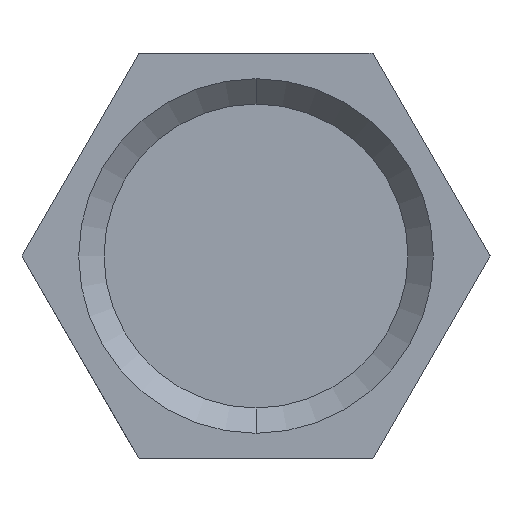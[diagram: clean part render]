
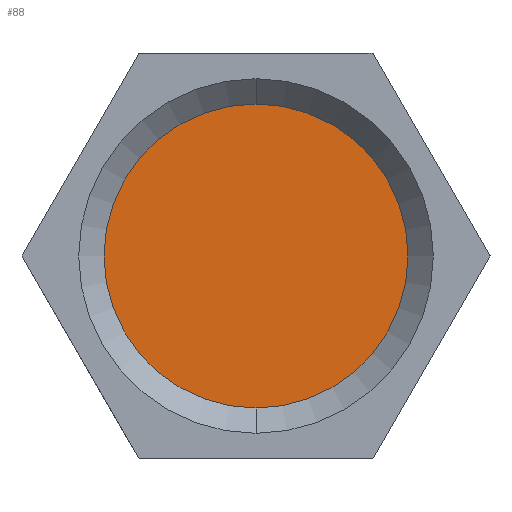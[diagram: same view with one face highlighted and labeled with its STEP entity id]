
A CAD part, left-side view. The second image highlights one B-rep face of the part: STEP entity #88.
In plain terms, the highlighted planar face has unit normal (-1, 0, 0).
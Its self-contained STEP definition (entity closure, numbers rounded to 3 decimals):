
#88=ADVANCED_FACE('',(#384),#385,.F.);
#384=FACE_OUTER_BOUND('',#935,.T.);
#385=PLANE('',#936);
#935=EDGE_LOOP('',(#4761,#4762));
#936=AXIS2_PLACEMENT_3D('',#4763,#4764,#4765);
#4761=ORIENTED_EDGE('',*,*,#6384,.T.);
#4762=ORIENTED_EDGE('',*,*,#6563,.T.);
#4763=CARTESIAN_POINT('',(-28.0,0.0,0.0));
#4764=DIRECTION('',(1.0,0.0,0.0));
#4765=DIRECTION('',(0.0,1.0,0.0));
#6384=EDGE_CURVE('',#7072,#7070,#7073,.T.);
#6563=EDGE_CURVE('',#7070,#7072,#7428,.T.);
#7070=VERTEX_POINT('',#8203);
#7072=VERTEX_POINT('',#8206);
#7073=CIRCLE('',#8207,3.0);
#7428=CIRCLE('',#9607,3.0);
#8203=CARTESIAN_POINT('',(-28.0,0.,3.0));
#8206=CARTESIAN_POINT('',(-28.0,0.0,-3.0));
#8207=AXIS2_PLACEMENT_3D('',#12790,#12791,#12792);
#9607=AXIS2_PLACEMENT_3D('',#12921,#12922,#12923);
#12790=CARTESIAN_POINT('',(-28.0,0.0,0.0));
#12791=DIRECTION('',(-1.0,-0.0,-0.0));
#12792=DIRECTION('',(0.0,0.0,-1.0));
#12921=CARTESIAN_POINT('',(-28.0,0.0,0.0));
#12922=DIRECTION('',(-1.0,-0.0,-0.0));
#12923=DIRECTION('',(0.0,0.0,-1.0));
